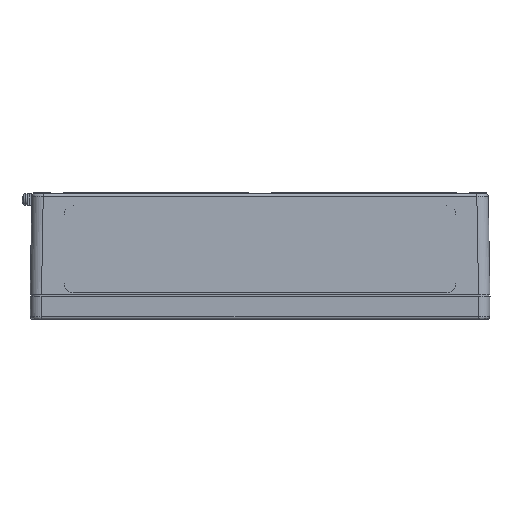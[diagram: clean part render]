
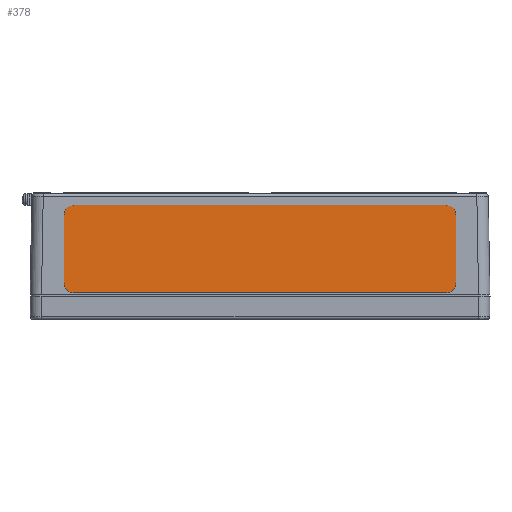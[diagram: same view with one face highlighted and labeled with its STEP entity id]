
A CAD part, front view. The second image highlights one B-rep face of the part: STEP entity #378.
In plain terms, the highlighted planar face has unit normal (0, -1, 0.018).
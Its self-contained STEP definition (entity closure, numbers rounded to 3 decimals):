
#112=CARTESIAN_POINT('',(164.,-156.413,5.017));
#113=VERTEX_POINT('',#112);
#114=CARTESIAN_POINT('',(172.,-156.274,13.016));
#115=VERTEX_POINT('',#114);
#116=CARTESIAN_POINT('',(164.,-156.274,13.016));
#117=DIRECTION('',(0.0,-1.,0.017));
#118=DIRECTION('',(1.0,0.0,0.0));
#119=AXIS2_PLACEMENT_3D('',#116,#117,#118);
#120=CIRCLE('',#119,8.);
#121=EDGE_CURVE('',#113,#115,#120,.T.);
#154=CARTESIAN_POINT('',(172.,-155.209,74.007));
#155=VERTEX_POINT('',#154);
#156=CARTESIAN_POINT('',(172.0,-156.274,13.016));
#157=DIRECTION('',(0.0,0.017,1.));
#158=VECTOR('',#157,61.);
#159=LINE('',#156,#158);
#160=EDGE_CURVE('',#115,#155,#159,.T.);
#185=CARTESIAN_POINT('',(164.,-155.07,82.005));
#186=VERTEX_POINT('',#185);
#187=CARTESIAN_POINT('',(164.,-155.209,74.007));
#188=DIRECTION('',(0.,-1.,0.017));
#189=DIRECTION('',(0.,0.017,1.));
#190=AXIS2_PLACEMENT_3D('',#187,#188,#189);
#191=CIRCLE('',#190,8.);
#192=EDGE_CURVE('',#155,#186,#191,.T.);
#218=CARTESIAN_POINT('',(-164.,-155.07,82.005));
#219=VERTEX_POINT('',#218);
#220=CARTESIAN_POINT('',(164.,-155.07,82.005));
#221=DIRECTION('',(-1.0,0.0,0.0));
#222=VECTOR('',#221,328.);
#223=LINE('',#220,#222);
#224=EDGE_CURVE('',#186,#219,#223,.T.);
#249=CARTESIAN_POINT('',(-172.,-155.209,74.007));
#250=VERTEX_POINT('',#249);
#251=CARTESIAN_POINT('',(-164.,-155.209,74.007));
#252=DIRECTION('',(0.0,-1.,0.017));
#253=DIRECTION('',(-1.0,0.0,0.0));
#254=AXIS2_PLACEMENT_3D('',#251,#252,#253);
#255=CIRCLE('',#254,8.);
#256=EDGE_CURVE('',#219,#250,#255,.T.);
#282=CARTESIAN_POINT('',(-172.,-156.274,13.016));
#283=VERTEX_POINT('',#282);
#284=CARTESIAN_POINT('',(-172.,-155.209,74.007));
#285=DIRECTION('',(0.,-0.017,-1.));
#286=VECTOR('',#285,61.);
#287=LINE('',#284,#286);
#288=EDGE_CURVE('',#250,#283,#287,.T.);
#313=CARTESIAN_POINT('',(-164.,-156.413,5.017));
#314=VERTEX_POINT('',#313);
#315=CARTESIAN_POINT('',(-164.,-156.274,13.016));
#316=DIRECTION('',(0.,-1.,0.017));
#317=DIRECTION('',(0.,-0.017,-1.));
#318=AXIS2_PLACEMENT_3D('',#315,#316,#317);
#319=CIRCLE('',#318,8.);
#320=EDGE_CURVE('',#283,#314,#319,.T.);
#346=CARTESIAN_POINT('',(-164.,-156.413,5.017));
#347=DIRECTION('',(1.0,0.0,0.0));
#348=VECTOR('',#347,328.);
#349=LINE('',#346,#348);
#350=EDGE_CURVE('',#314,#113,#349,.T.);
#363=CARTESIAN_POINT('',(-84.773,-155.742,43.511));
#364=DIRECTION('',(0.,1.,-0.017));
#365=DIRECTION('',(0.,0.017,1.));
#366=AXIS2_PLACEMENT_3D('',#363,#364,#365);
#367=PLANE('',#366);
#368=ORIENTED_EDGE('',*,*,#224,.T.);
#369=ORIENTED_EDGE('',*,*,#256,.T.);
#370=ORIENTED_EDGE('',*,*,#288,.T.);
#371=ORIENTED_EDGE('',*,*,#320,.T.);
#372=ORIENTED_EDGE('',*,*,#350,.T.);
#373=ORIENTED_EDGE('',*,*,#121,.T.);
#374=ORIENTED_EDGE('',*,*,#160,.T.);
#375=ORIENTED_EDGE('',*,*,#192,.T.);
#376=EDGE_LOOP('',(#368,#369,#370,#371,#372,#373,#374,#375));
#377=FACE_OUTER_BOUND('',#376,.T.);
#378=ADVANCED_FACE('',(#377),#367,.F.);
